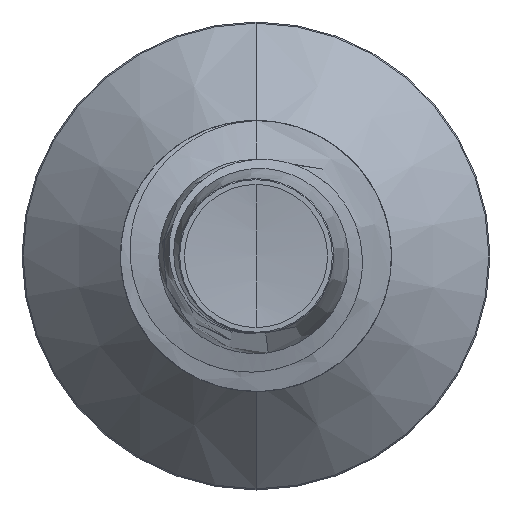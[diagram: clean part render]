
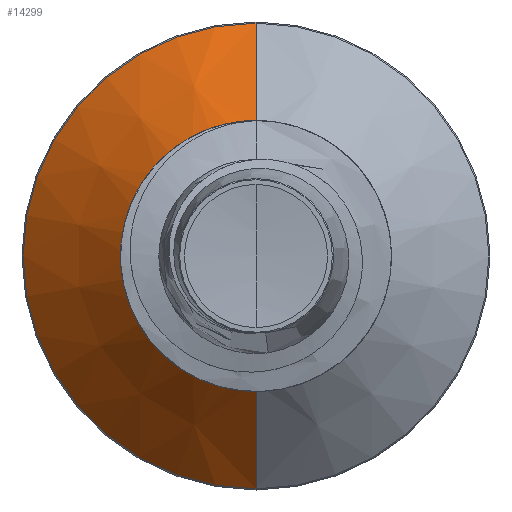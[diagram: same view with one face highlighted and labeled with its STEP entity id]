
A CAD part, front view. The second image highlights one B-rep face of the part: STEP entity #14299.
In plain terms, the highlighted conical face has half-angle 45 degrees and reference radius 1.034 mm.
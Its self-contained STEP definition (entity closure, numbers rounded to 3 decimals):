
#637 = ORIENTED_EDGE ( 'NONE', *, *, #23408, .F. ) ;
#1626 = CARTESIAN_POINT ( 'NONE',  ( 0., 11.284, 1.034 ) ) ;
#1926 = FACE_OUTER_BOUND ( 'NONE', #6224, .T. ) ;
#2289 = DIRECTION ( 'NONE',  ( 0., 0., 1. ) ) ;
#3205 = LINE ( 'NONE', #24076, #14615 ) ;
#3208 = DIRECTION ( 'NONE',  ( 0., 0.707, 0.707 ) ) ;
#3621 = EDGE_CURVE ( 'NONE', #17117, #24206, #12376, .T. ) ;
#4457 = CARTESIAN_POINT ( 'NONE',  ( 0., 11.284, 0. ) ) ;
#4613 = VERTEX_POINT ( 'NONE', #1626 ) ;
#5490 = CIRCLE ( 'NONE', #19655, 1.034 ) ;
#6224 = EDGE_LOOP ( 'NONE', ( #17907, #17647, #25273, #637 ) ) ;
#6587 = DIRECTION ( 'NONE',  ( 0., 0., 1. ) ) ;
#7593 = CARTESIAN_POINT ( 'NONE',  ( 0., 12.14, -1.89 ) ) ;
#8917 = DIRECTION ( 'NONE',  ( 0., 1., 0. ) ) ;
#12376 = LINE ( 'NONE', #16673, #22103 ) ;
#12853 = DIRECTION ( 'NONE',  ( 0., 1., 0. ) ) ;
#12947 = CARTESIAN_POINT ( 'NONE',  ( 0., 11.284, 0. ) ) ;
#13210 = CARTESIAN_POINT ( 'NONE',  ( 0., 12.14, 1.89 ) ) ;
#14299 = ADVANCED_FACE ( 'NONE', ( #1926 ), #17665, .T. ) ;
#14615 = VECTOR ( 'NONE', #3208, 1000. ) ;
#15612 = CIRCLE ( 'NONE', #22877, 1.89 ) ;
#16531 = DIRECTION ( 'NONE',  ( 0., 0.707, -0.707 ) ) ;
#16673 = CARTESIAN_POINT ( 'NONE',  ( 0., 11.284, -1.034 ) ) ;
#17117 = VERTEX_POINT ( 'NONE', #17967 ) ;
#17647 = ORIENTED_EDGE ( 'NONE', *, *, #20478, .T. ) ;
#17665 = CONICAL_SURFACE ( 'NONE', #21887, 1.034, 0.785 ) ;
#17907 = ORIENTED_EDGE ( 'NONE', *, *, #3621, .F. ) ;
#17967 = CARTESIAN_POINT ( 'NONE',  ( 0., 11.284, -1.034 ) ) ;
#19392 = DIRECTION ( 'NONE',  ( 0., 1., 0. ) ) ;
#19650 = EDGE_CURVE ( 'NONE', #4613, #20598, #3205, .T. ) ;
#19655 = AXIS2_PLACEMENT_3D ( 'NONE', #4457, #19392, #6587 ) ;
#20478 = EDGE_CURVE ( 'NONE', #17117, #4613, #5490, .T. ) ;
#20598 = VERTEX_POINT ( 'NONE', #13210 ) ;
#21549 = CARTESIAN_POINT ( 'NONE',  ( 0., 12.14, 0. ) ) ;
#21887 = AXIS2_PLACEMENT_3D ( 'NONE', #12947, #12853, #2289 ) ;
#22103 = VECTOR ( 'NONE', #16531, 1000. ) ;
#22877 = AXIS2_PLACEMENT_3D ( 'NONE', #21549, #8917, #23400 ) ;
#23400 = DIRECTION ( 'NONE',  ( 0., 0., 1. ) ) ;
#23408 = EDGE_CURVE ( 'NONE', #24206, #20598, #15612, .T. ) ;
#24076 = CARTESIAN_POINT ( 'NONE',  ( 0., 11.284, 1.034 ) ) ;
#24206 = VERTEX_POINT ( 'NONE', #7593 ) ;
#25273 = ORIENTED_EDGE ( 'NONE', *, *, #19650, .T. ) ;
